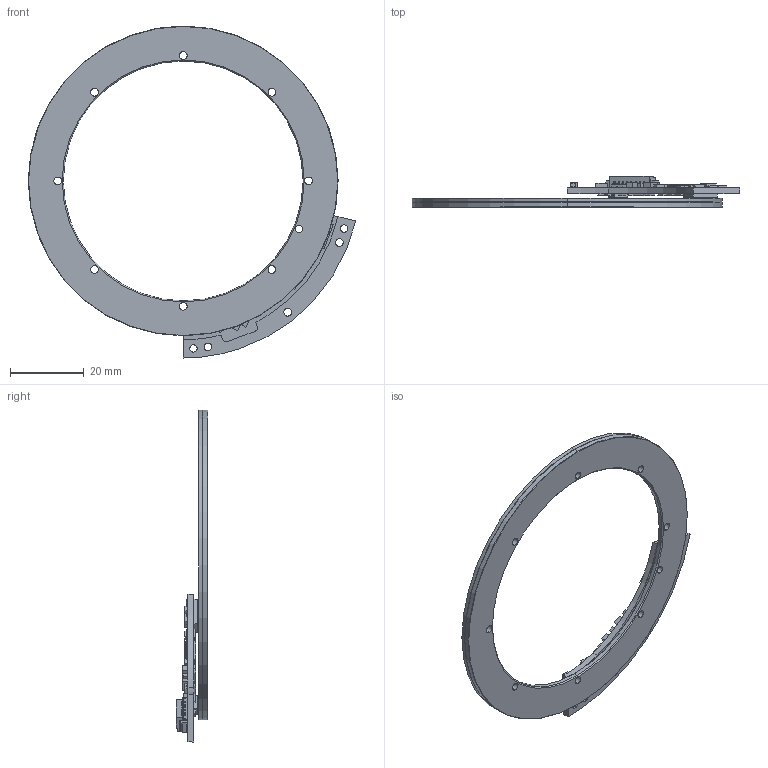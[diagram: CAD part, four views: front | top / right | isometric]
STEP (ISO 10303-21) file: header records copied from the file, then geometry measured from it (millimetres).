
FILE_DESCRIPTION (( 'STEP AP214' ), '1' );
FILE_NAME ('IAM84 20240506-¶àÈ¦.STEP', '2024-05-06T08:46:26', ( '' ), ( '' ), 'SwSTEP 2.0', 'SolidWorks 2018', '' );
FILE_SCHEMA (( 'AUTOMOTIVE_DESIGN' ));
Length unit declared in the file: millimetre
Products named in the file (3): 2024-5-6  IAM84多圈定子; IAM84 蛌赽; IAM84 20240506-多圈
Assembly tree (2 placements, depth 2):
  IAM84 20240506-多圈
    2024-5-6  IAM84多圈定子
    IAM84 蛌赽
Bounding box: 88.77 x 8.6 x 90 mm (x, y, z)
Volume: 6334.7 mm3; surface area: 11703.3 mm2
Topology: 66 solids, 66 shells, 1365 faces, 3320 edges, 2152 vertices
Faces by surface type: plane 1156, cylinder 201, cone 8
Entity records: 55009 total; most frequent: CARTESIAN_POINT 7277, ORIENTED_EDGE 6640, DIRECTION 6329, EDGE_CURVE 3320, LINE 2761, VECTOR 2761, VERTEX_POINT 2152, AXIS2_PLACEMENT_3D 1784
